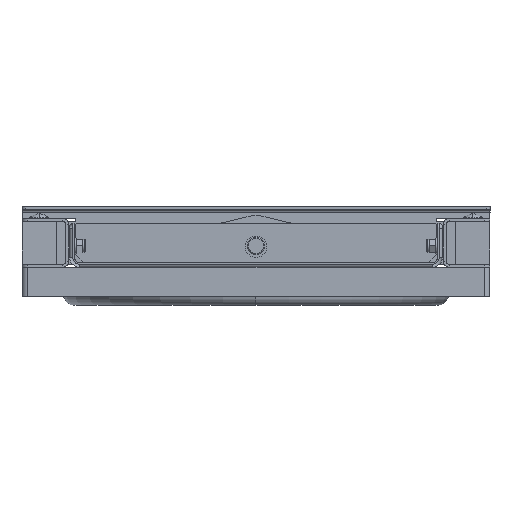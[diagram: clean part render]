
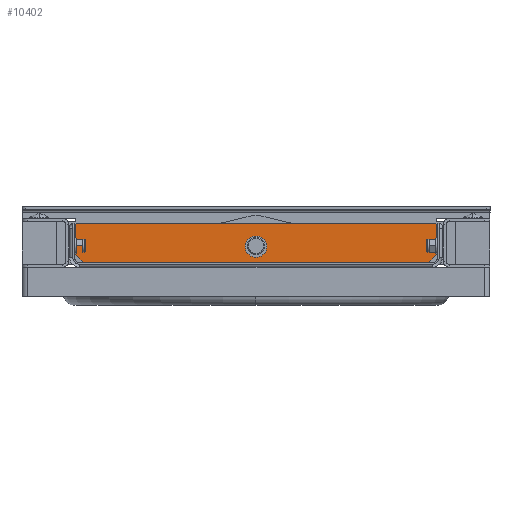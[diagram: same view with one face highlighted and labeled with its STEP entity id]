
A CAD part, front view. The second image highlights one B-rep face of the part: STEP entity #10402.
In plain terms, the highlighted planar face has unit normal (0, -1, 0).
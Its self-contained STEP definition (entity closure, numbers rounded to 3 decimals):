
#60 = ORIENTED_EDGE ( 'NONE', *, *, #44303, .F. ) ;
#345 = VECTOR ( 'NONE', #44176, 1000. ) ;
#715 = CARTESIAN_POINT ( 'NONE',  ( 177.5, 93.452, 35. ) ) ;
#2018 = VERTEX_POINT ( 'NONE', #9567 ) ;
#2247 = FACE_OUTER_BOUND ( 'NONE', #4997, .T. ) ;
#2895 = CARTESIAN_POINT ( 'NONE',  ( 183.5, 93.452, 73. ) ) ;
#2924 = EDGE_CURVE ( 'NONE', #2018, #31429, #35848, .T. ) ;
#4854 = LINE ( 'NONE', #17743, #51580 ) ;
#4997 = EDGE_LOOP ( 'NONE', ( #17399, #27890, #43080, #29996, #16755, #9064, #60, #42251 ) ) ;
#5427 = CARTESIAN_POINT ( 'NONE',  ( -185.5, 93.452, 73. ) ) ;
#5451 = EDGE_CURVE ( 'NONE', #31429, #2018, #33230, .T. ) ;
#6058 = EDGE_CURVE ( 'NONE', #22694, #47534, #7744, .T. ) ;
#6222 = CARTESIAN_POINT ( 'NONE',  ( 177.5, 93.452, 35. ) ) ;
#7167 = DIRECTION ( 'NONE',  ( 0., 1., 0. ) ) ;
#7744 = CIRCLE ( 'NONE', #27873, 2. ) ;
#7805 = DIRECTION ( 'NONE',  ( 0., 1., 0. ) ) ;
#8071 = CARTESIAN_POINT ( 'NONE',  ( -11., 93.452, 51. ) ) ;
#8394 = CARTESIAN_POINT ( 'NONE',  ( -177.5, 93.452, 35. ) ) ;
#8908 = EDGE_LOOP ( 'NONE', ( #23690, #37187 ) ) ;
#9064 = ORIENTED_EDGE ( 'NONE', *, *, #32210, .F. ) ;
#9567 = CARTESIAN_POINT ( 'NONE',  ( 11., 93.452, 51. ) ) ;
#10402 = ADVANCED_FACE ( 'NONE', ( #18716, #2247 ), #53044, .F. ) ;
#10688 = LINE ( 'NONE', #27412, #345 ) ;
#10711 = CARTESIAN_POINT ( 'NONE',  ( -185.5, 93.452, 43. ) ) ;
#10734 = CARTESIAN_POINT ( 'NONE',  ( 0., 93.452, 51. ) ) ;
#10802 = VECTOR ( 'NONE', #32288, 1000. ) ;
#11354 = AXIS2_PLACEMENT_3D ( 'NONE', #10734, #39811, #47807 ) ;
#11435 = VERTEX_POINT ( 'NONE', #31276 ) ;
#13029 = CARTESIAN_POINT ( 'NONE',  ( -183.5, 93.452, 75. ) ) ;
#15670 = VERTEX_POINT ( 'NONE', #33289 ) ;
#16376 = CARTESIAN_POINT ( 'NONE',  ( -177.5, 93.452, 35. ) ) ;
#16489 = CARTESIAN_POINT ( 'NONE',  ( 185.5, 93.452, 73. ) ) ;
#16755 = ORIENTED_EDGE ( 'NONE', *, *, #23891, .F. ) ;
#17399 = ORIENTED_EDGE ( 'NONE', *, *, #20314, .F. ) ;
#17448 = AXIS2_PLACEMENT_3D ( 'NONE', #22088, #27031, #43782 ) ;
#17575 = VERTEX_POINT ( 'NONE', #8394 ) ;
#17743 = CARTESIAN_POINT ( 'NONE',  ( -185.5, 93.452, 43. ) ) ;
#18716 = FACE_BOUND ( 'NONE', #8908, .T. ) ;
#19791 = LINE ( 'NONE', #16489, #29235 ) ;
#20314 = EDGE_CURVE ( 'NONE', #42781, #15670, #31110, .T. ) ;
#22088 = CARTESIAN_POINT ( 'NONE',  ( 0., 93.452, 51. ) ) ;
#22457 = AXIS2_PLACEMENT_3D ( 'NONE', #2895, #7805, #37168 ) ;
#22694 = VERTEX_POINT ( 'NONE', #5427 ) ;
#22870 = CARTESIAN_POINT ( 'NONE',  ( 183.5, 93.452, 75. ) ) ;
#23690 = ORIENTED_EDGE ( 'NONE', *, *, #2924, .T. ) ;
#23891 = EDGE_CURVE ( 'NONE', #17575, #46538, #54017, .T. ) ;
#24792 = LINE ( 'NONE', #45943, #44475 ) ;
#26622 = DIRECTION ( 'NONE',  ( 0., 1., 0. ) ) ;
#27031 = DIRECTION ( 'NONE',  ( 0., 1., 0. ) ) ;
#27412 = CARTESIAN_POINT ( 'NONE',  ( 185.5, 93.452, 43. ) ) ;
#27873 = AXIS2_PLACEMENT_3D ( 'NONE', #51085, #26622, #29925 ) ;
#27890 = ORIENTED_EDGE ( 'NONE', *, *, #49161, .F. ) ;
#28629 = DIRECTION ( 'NONE',  ( 1., 0., 0. ) ) ;
#29235 = VECTOR ( 'NONE', #36516, 1000. ) ;
#29925 = DIRECTION ( 'NONE',  ( 1., 0., 0. ) ) ;
#29996 = ORIENTED_EDGE ( 'NONE', *, *, #32181, .F. ) ;
#31110 = CIRCLE ( 'NONE', #22457, 2. ) ;
#31276 = CARTESIAN_POINT ( 'NONE',  ( 185.5, 93.452, 43. ) ) ;
#31429 = VERTEX_POINT ( 'NONE', #8071 ) ;
#32181 = EDGE_CURVE ( 'NONE', #46538, #22694, #4854, .T. ) ;
#32210 = EDGE_CURVE ( 'NONE', #37485, #17575, #46586, .T. ) ;
#32288 = DIRECTION ( 'NONE',  ( -0.707, 0., 0.707 ) ) ;
#33230 = CIRCLE ( 'NONE', #11354, 11. ) ;
#33289 = CARTESIAN_POINT ( 'NONE',  ( 185.5, 93.452, 73. ) ) ;
#34888 = VECTOR ( 'NONE', #50982, 1000. ) ;
#35441 = DIRECTION ( 'NONE',  ( 1., 0., 0. ) ) ;
#35848 = CIRCLE ( 'NONE', #17448, 11. ) ;
#36304 = AXIS2_PLACEMENT_3D ( 'NONE', #44244, #7167, #35441 ) ;
#36516 = DIRECTION ( 'NONE',  ( 0., 0., -1. ) ) ;
#37168 = DIRECTION ( 'NONE',  ( 1., 0., 0. ) ) ;
#37187 = ORIENTED_EDGE ( 'NONE', *, *, #5451, .T. ) ;
#37485 = VERTEX_POINT ( 'NONE', #6222 ) ;
#39811 = DIRECTION ( 'NONE',  ( 0., 1., 0. ) ) ;
#42251 = ORIENTED_EDGE ( 'NONE', *, *, #44003, .F. ) ;
#42781 = VERTEX_POINT ( 'NONE', #22870 ) ;
#43080 = ORIENTED_EDGE ( 'NONE', *, *, #6058, .F. ) ;
#43782 = DIRECTION ( 'NONE',  ( -1., 0., 0. ) ) ;
#44003 = EDGE_CURVE ( 'NONE', #15670, #11435, #19791, .T. ) ;
#44176 = DIRECTION ( 'NONE',  ( -0.707, 0., -0.707 ) ) ;
#44244 = CARTESIAN_POINT ( 'NONE',  ( 183.5, 93.452, 73. ) ) ;
#44303 = EDGE_CURVE ( 'NONE', #11435, #37485, #10688, .T. ) ;
#44475 = VECTOR ( 'NONE', #28629, 1000. ) ;
#45943 = CARTESIAN_POINT ( 'NONE',  ( -183.5, 93.452, 75. ) ) ;
#46538 = VERTEX_POINT ( 'NONE', #10711 ) ;
#46586 = LINE ( 'NONE', #715, #34888 ) ;
#47534 = VERTEX_POINT ( 'NONE', #13029 ) ;
#47660 = DIRECTION ( 'NONE',  ( 0., 0., 1. ) ) ;
#47807 = DIRECTION ( 'NONE',  ( -1., 0., 0. ) ) ;
#49161 = EDGE_CURVE ( 'NONE', #47534, #42781, #24792, .T. ) ;
#50982 = DIRECTION ( 'NONE',  ( -1., 0., 0. ) ) ;
#51085 = CARTESIAN_POINT ( 'NONE',  ( -183.5, 93.452, 73. ) ) ;
#51580 = VECTOR ( 'NONE', #47660, 1000. ) ;
#53044 = PLANE ( 'NONE',  #36304 ) ;
#54017 = LINE ( 'NONE', #16376, #10802 ) ;
